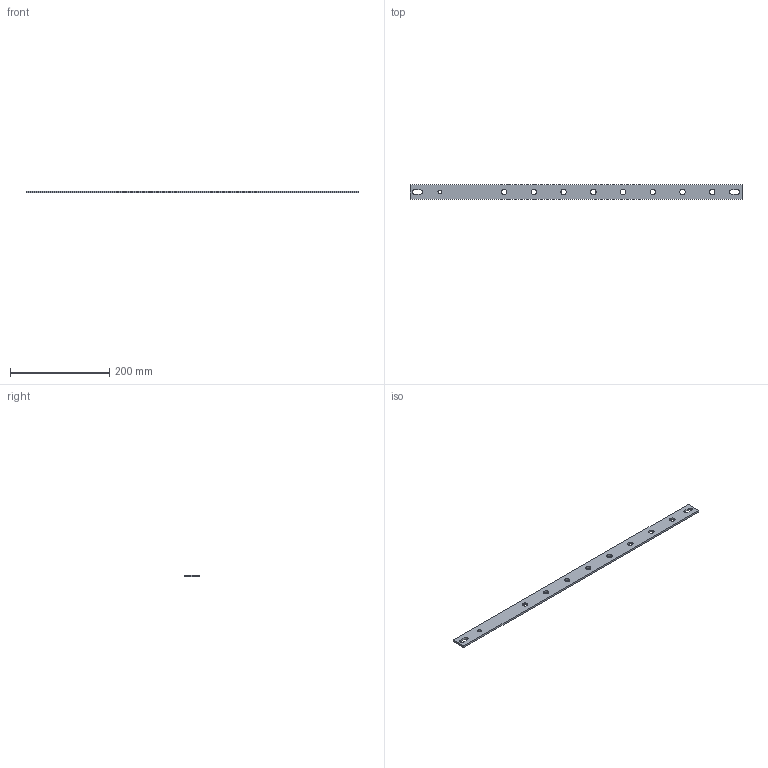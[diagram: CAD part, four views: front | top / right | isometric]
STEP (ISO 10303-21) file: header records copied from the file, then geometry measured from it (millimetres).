
FILE_DESCRIPTION (( 'STEP AP214' ), '1' );
FILE_NAME ('YKM20-NP-02 Êîìïëåêò øèí N(PE) (ìåäü, ãàá.2) ê ØÐÑ.STEP', '2016-09-01T08:28:44', ( 'user' ), ( '' ), 'SwSTEP 2.0', 'SolidWorks 2014', '' );
FILE_SCHEMA (( 'AUTOMOTIVE_DESIGN' ));
Length unit declared in the file: millimetre
Products named in the file (1): YKM20-NP-02 Êîìïëåêò øèí N(PE) (ìåäü, ãàá.2) ê ØÐÑ
Bounding box: 670 x 30 x 4 mm (x, y, z)
Volume: 75904.1 mm3; surface area: 45148 mm2
Topology: 1 solids, 1 shells, 34 faces, 96 edges, 64 vertices
Faces by surface type: cylinder 24, plane 10
Entity records: 1206 total; most frequent: DIRECTION 214, CARTESIAN_POINT 195, ORIENTED_EDGE 192, EDGE_CURVE 96, AXIS2_PLACEMENT_3D 83, VERTEX_POINT 64, EDGE_LOOP 56, VECTOR 48
